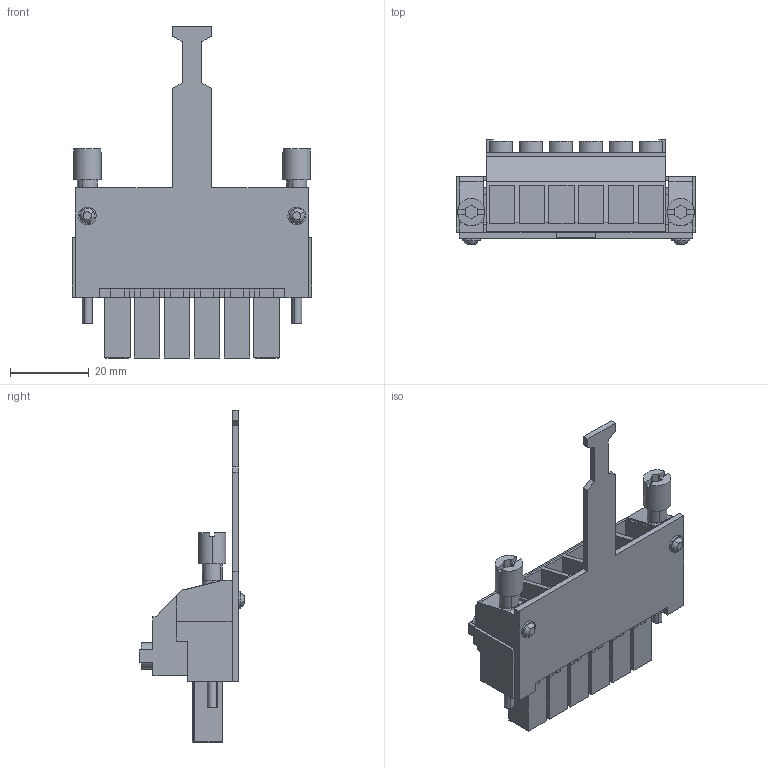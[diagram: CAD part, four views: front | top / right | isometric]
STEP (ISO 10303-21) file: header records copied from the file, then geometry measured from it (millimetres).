
FILE_DESCRIPTION(('CATIA V5R24 STEP','CAx-IF Rec.Pracs.--- Model Styling and Organization---1.2---2011-12-15'),'2;1');
FILE_NAME ('D1459503_0_1933370000_1933370000.stp','2018-02-05T12:04:25+00:00',('none'),('Weidmueller'),'CATIA Version 5-6 Release 2014 SP4 HF52','CATIA V5 STEP AP214','none');
FILE_SCHEMA(('AUTOMOTIVE_DESIGN { 1 0 10303 214 1 1 1 1 }'));
Length unit declared in the file: millimetre
Products named in the file (1): 1933370000
Bounding box: 60.96 x 26.8 x 84.55 mm (x, y, z)
Volume: 28145.3 mm3; surface area: 22032.1 mm2
Topology: 14 solids, 16 shells, 752 faces, 2061 edges, 1382 vertices
Faces by surface type: plane 652, cylinder 80, extrusion 12, sphere 8
Entity records: 23297 total; most frequent: CARTESIAN_POINT 4560, ORIENTED_EDGE 4122, DIRECTION 3082, EDGE_CURVE 2061, VECTOR 1829, LINE 1817, VERTEX_POINT 1382, EDGE_LOOP 817
